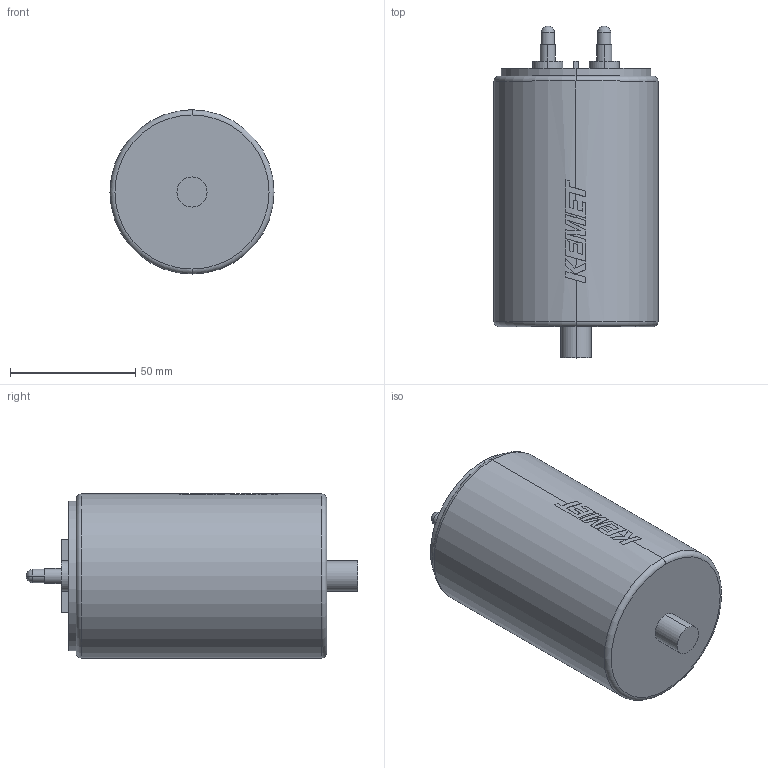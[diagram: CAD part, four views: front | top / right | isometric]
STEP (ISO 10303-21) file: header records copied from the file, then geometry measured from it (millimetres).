
FILE_DESCRIPTION (( 'STEP AP214' ), '1' );
FILE_NAME ('CFP_C44H_65X98D65.5L100S22.5.STEP', '2018-01-23T15:43:06', ( '' ), ( '' ), 'SwSTEP 2.0', 'SolidWorks 2014', '' );
FILE_SCHEMA (( 'AUTOMOTIVE_DESIGN' ));
Length unit declared in the file: millimetre
Products named in the file (1): CFP_C44H_65X98D65.5L100S22.5
Bounding box: 65.5 x 132.5 x 65.51 mm (x, y, z)
Volume: 341277.4 mm3; surface area: 29795.5 mm2
Topology: 1 solids, 1 shells, 104 faces, 274 edges, 178 vertices
Faces by surface type: plane 36, bspline 31, cylinder 29, torus 8
Entity records: 4529 total; most frequent: CARTESIAN_POINT 1101, ORIENTED_EDGE 540, DIRECTION 339, EDGE_CURVE 270, VERTEX_POINT 178, B_SPLINE_CURVE_WITH_KNOTS 131, AXIS2_PLACEMENT_3D 126, EDGE_LOOP 114
